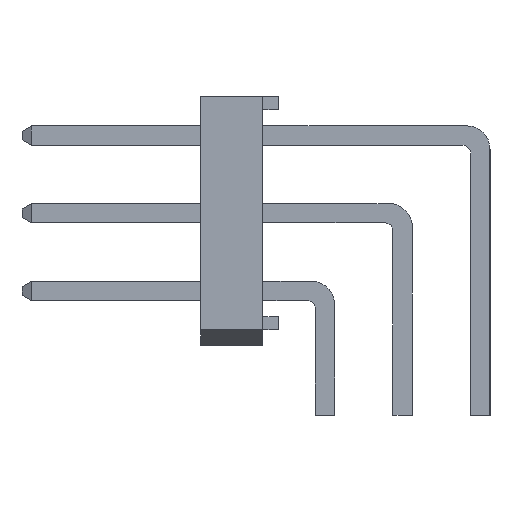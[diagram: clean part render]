
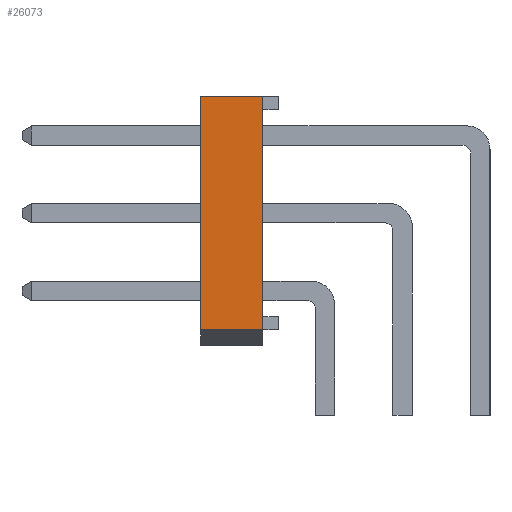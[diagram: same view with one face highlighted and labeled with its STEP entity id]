
A CAD part, left-side view. The second image highlights one B-rep face of the part: STEP entity #26073.
In plain terms, the highlighted planar face has unit normal (-1, 0, 0).
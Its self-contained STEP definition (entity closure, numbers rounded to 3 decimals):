
#1551=FACE_OUTER_BOUND('',#3097,.T.);
#3097=EDGE_LOOP('',(#20761,#20762,#20763,#20764));
#5647=LINE('',#39829,#9054);
#5677=LINE('',#39888,#9084);
#5679=LINE('',#39892,#9086);
#5684=LINE('',#39901,#9091);
#9054=VECTOR('',#32744,7.62);
#9084=VECTOR('',#32792,2.032);
#9086=VECTOR('',#32796,2.032);
#9091=VECTOR('',#32805,7.62);
#11882=VERTEX_POINT('',#39826);
#11883=VERTEX_POINT('',#39828);
#11903=VERTEX_POINT('',#39887);
#11904=VERTEX_POINT('',#39891);
#14977=EDGE_CURVE('',#11883,#11882,#5647,.T.);
#15007=EDGE_CURVE('',#11903,#11883,#5677,.T.);
#15009=EDGE_CURVE('',#11882,#11904,#5679,.T.);
#15014=EDGE_CURVE('',#11903,#11904,#5684,.T.);
#20761=ORIENTED_EDGE('',*,*,#15014,.F.);
#20762=ORIENTED_EDGE('',*,*,#15007,.T.);
#20763=ORIENTED_EDGE('',*,*,#14977,.T.);
#20764=ORIENTED_EDGE('',*,*,#15009,.T.);
#24527=PLANE('',#27925);
#26073=ADVANCED_FACE('',(#1551),#24527,.T.);
#27925=AXIS2_PLACEMENT_3D('',#39900,#32803,#32804);
#32744=DIRECTION('',(0.,0.,1.));
#32792=DIRECTION('',(0.,-1.,0.));
#32796=DIRECTION('',(0.,1.,0.));
#32803=DIRECTION('center_axis',(-1.,0.,0.));
#32804=DIRECTION('ref_axis',(0.,0.,-1.));
#32805=DIRECTION('',(0.,0.,1.));
#39826=CARTESIAN_POINT('',(-20.32,4.572,8.128));
#39828=CARTESIAN_POINT('',(-20.32,4.572,0.508));
#39829=CARTESIAN_POINT('',(-20.32,4.572,4.318));
#39887=CARTESIAN_POINT('',(-20.32,6.604,0.508));
#39888=CARTESIAN_POINT('',(-20.32,5.588,0.508));
#39891=CARTESIAN_POINT('',(-20.32,6.604,8.128));
#39892=CARTESIAN_POINT('',(-20.32,5.588,8.128));
#39900=CARTESIAN_POINT('Origin',(-20.32,5.588,4.318));
#39901=CARTESIAN_POINT('',(-20.32,6.604,4.318));
